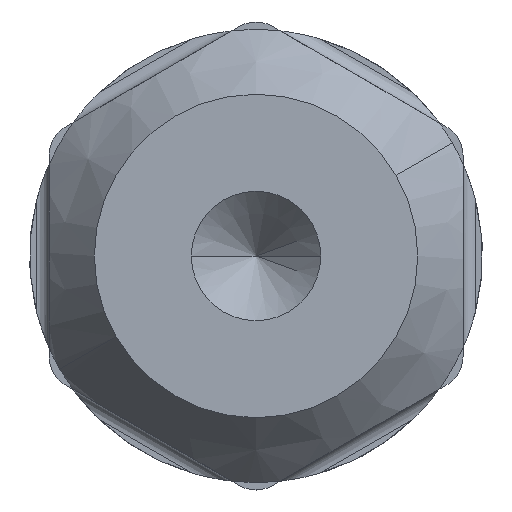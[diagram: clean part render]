
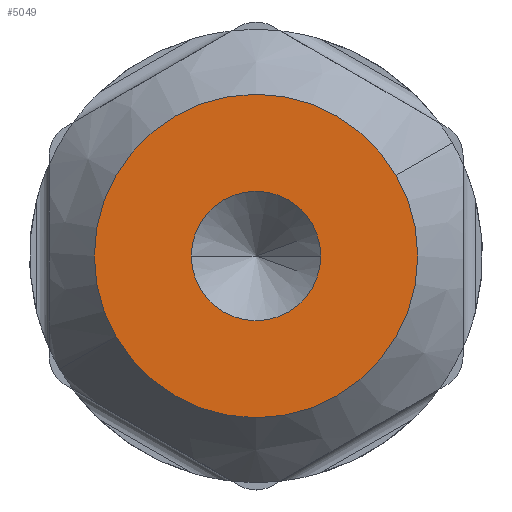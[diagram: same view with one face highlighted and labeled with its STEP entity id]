
A CAD part, front view. The second image highlights one B-rep face of the part: STEP entity #5049.
In plain terms, the highlighted planar face has unit normal (0, -1, 0).
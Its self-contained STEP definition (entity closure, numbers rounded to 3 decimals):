
#407 = EDGE_CURVE ( 'NONE', #19368, #9357, #14332, .T. ) ;
#1888 = CARTESIAN_POINT ( 'NONE',  ( 0., 0., 0. ) ) ;
#1998 = EDGE_LOOP ( 'NONE', ( #4990, #2805 ) ) ;
#2114 = ORIENTED_EDGE ( 'NONE', *, *, #17676, .T. ) ;
#2353 = DIRECTION ( 'NONE',  ( 0., -1., 0. ) ) ;
#2593 = CARTESIAN_POINT ( 'NONE',  ( 1., 0., 0. ) ) ;
#2805 = ORIENTED_EDGE ( 'NONE', *, *, #16486, .F. ) ;
#2817 = DIRECTION ( 'NONE',  ( -0.866, 0., -0.5 ) ) ;
#2931 = VERTEX_POINT ( 'NONE', #5687 ) ;
#3030 = FACE_BOUND ( 'NONE', #1998, .T. ) ;
#3650 = AXIS2_PLACEMENT_3D ( 'NONE', #21512, #5901, #13203 ) ;
#3827 = DIRECTION ( 'NONE',  ( 0., 0., 1. ) ) ;
#4990 = ORIENTED_EDGE ( 'NONE', *, *, #407, .F. ) ;
#5049 = ADVANCED_FACE ( 'NONE', ( #3030, #8510 ), #15474, .T. ) ;
#5523 = DIRECTION ( 'NONE',  ( 0., -1., 0. ) ) ;
#5669 = EDGE_CURVE ( 'NONE', #2931, #20146, #8185, .T. ) ;
#5687 = CARTESIAN_POINT ( 'NONE',  ( -2.165, 0., -1.25 ) ) ;
#5901 = DIRECTION ( 'NONE',  ( 0., -1., 0. ) ) ;
#6978 = CARTESIAN_POINT ( 'NONE',  ( -1., 0., 0. ) ) ;
#7172 = ORIENTED_EDGE ( 'NONE', *, *, #5669, .T. ) ;
#7429 = AXIS2_PLACEMENT_3D ( 'NONE', #22197, #11933, #2817 ) ;
#8156 = CARTESIAN_POINT ( 'NONE',  ( 2.165, 0., 1.25 ) ) ;
#8185 = CIRCLE ( 'NONE', #16930, 2.5 ) ;
#8510 = FACE_OUTER_BOUND ( 'NONE', #14022, .T. ) ;
#9357 = VERTEX_POINT ( 'NONE', #6978 ) ;
#10573 = CIRCLE ( 'NONE', #3650, 1. ) ;
#11933 = DIRECTION ( 'NONE',  ( 0., -1., 0. ) ) ;
#13203 = DIRECTION ( 'NONE',  ( 1., 0., 0. ) ) ;
#13998 = DIRECTION ( 'NONE',  ( 0., -1., 0. ) ) ;
#14022 = EDGE_LOOP ( 'NONE', ( #2114, #7172 ) ) ;
#14332 = CIRCLE ( 'NONE', #15802, 1. ) ;
#14971 = AXIS2_PLACEMENT_3D ( 'NONE', #15801, #5523, #19431 ) ;
#15474 = PLANE ( 'NONE',  #7429 ) ;
#15801 = CARTESIAN_POINT ( 'NONE',  ( 0., 0., 0. ) ) ;
#15802 = AXIS2_PLACEMENT_3D ( 'NONE', #21970, #2353, #16397 ) ;
#16397 = DIRECTION ( 'NONE',  ( 1., 0., 0. ) ) ;
#16486 = EDGE_CURVE ( 'NONE', #9357, #19368, #10573, .T. ) ;
#16930 = AXIS2_PLACEMENT_3D ( 'NONE', #1888, #13998, #3827 ) ;
#17676 = EDGE_CURVE ( 'NONE', #20146, #2931, #20781, .T. ) ;
#19368 = VERTEX_POINT ( 'NONE', #2593 ) ;
#19431 = DIRECTION ( 'NONE',  ( 0., 0., 1. ) ) ;
#20146 = VERTEX_POINT ( 'NONE', #8156 ) ;
#20781 = CIRCLE ( 'NONE', #14971, 2.5 ) ;
#21512 = CARTESIAN_POINT ( 'NONE',  ( 0., 0., 0. ) ) ;
#21970 = CARTESIAN_POINT ( 'NONE',  ( 0., 0., 0. ) ) ;
#22197 = CARTESIAN_POINT ( 'NONE',  ( 0., 0., 0. ) ) ;
